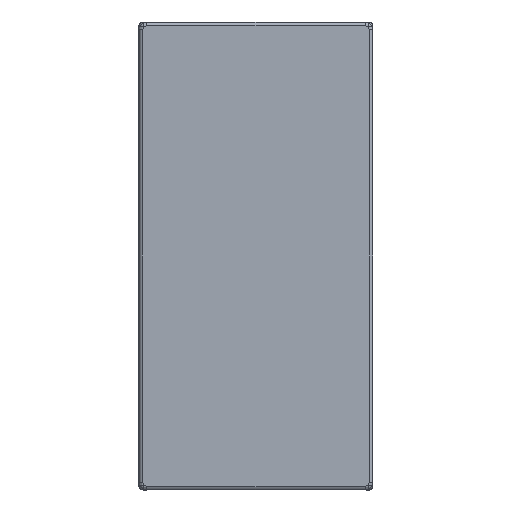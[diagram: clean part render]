
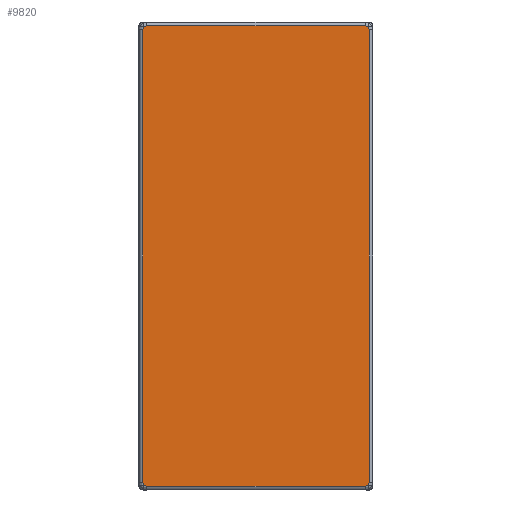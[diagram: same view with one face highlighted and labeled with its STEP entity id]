
A CAD part, left-side view. The second image highlights one B-rep face of the part: STEP entity #9820.
In plain terms, the highlighted planar face has unit normal (-1, 0, 0).
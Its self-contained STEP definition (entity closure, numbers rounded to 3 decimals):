
#202 = CARTESIAN_POINT ( 'NONE',  ( -1., 0.02, -0.59 ) ) ;
#224 = EDGE_CURVE ( 'NONE', #724, #11208, #1682, .T. ) ;
#270 = CARTESIAN_POINT ( 'NONE',  ( -1., 0.58, 0.59 ) ) ;
#374 = EDGE_CURVE ( 'NONE', #11208, #12191, #10552, .T. ) ;
#400 = CARTESIAN_POINT ( 'NONE',  ( -1., 0.583, -0.59 ) ) ;
#428 = CARTESIAN_POINT ( 'NONE',  ( -1., 0.011, -0.585 ) ) ;
#433 = CARTESIAN_POINT ( 'NONE',  ( -1., 0.585, 0.589 ) ) ;
#476 = CARTESIAN_POINT ( 'NONE',  ( -1., 0.583, 0.59 ) ) ;
#516 = CARTESIAN_POINT ( 'NONE',  ( -1., 0.58, 0.59 ) ) ;
#540 = EDGE_LOOP ( 'NONE', ( #2978, #5521, #5944, #4923, #881, #2507, #9077, #740, #9978, #7683, #7642, #4012 ) ) ;
#618 = CARTESIAN_POINT ( 'NONE',  ( -1., 0.587, 0.587 ) ) ;
#724 = VERTEX_POINT ( 'NONE', #6137 ) ;
#740 = ORIENTED_EDGE ( 'NONE', *, *, #12033, .T. ) ;
#775 = CARTESIAN_POINT ( 'NONE',  ( -1., 0.587, -0.587 ) ) ;
#881 = ORIENTED_EDGE ( 'NONE', *, *, #1052, .T. ) ;
#1052 = EDGE_CURVE ( 'NONE', #4027, #8124, #5920, .T. ) ;
#1348 = CARTESIAN_POINT ( 'NONE',  ( -1., 0., -0.59 ) ) ;
#1465 = CARTESIAN_POINT ( 'NONE',  ( -1., 0.02, 0.59 ) ) ;
#1570 = DIRECTION ( 'NONE',  ( 0., 1., 0. ) ) ;
#1587 = CARTESIAN_POINT ( 'NONE',  ( -1., 0.59, -0.58 ) ) ;
#1682 = B_SPLINE_CURVE_WITH_KNOTS ( 'NONE', 3,
 ( #8686, #9335, #10476, #12096 ),
 .UNSPECIFIED., .F., .F.,
 ( 4, 4 ),
 ( 0., 1. ),
 .UNSPECIFIED. ) ;
#1695 = CARTESIAN_POINT ( 'NONE',  ( -1., 0.013, 0.587 ) ) ;
#1815 = PLANE ( 'NONE',  #9080 ) ;
#2013 = LINE ( 'NONE', #5468, #9357 ) ;
#2270 = VERTEX_POINT ( 'NONE', #4533 ) ;
#2340 = CARTESIAN_POINT ( 'NONE',  ( -1., 0.02, 0.59 ) ) ;
#2400 = CARTESIAN_POINT ( 'NONE',  ( -1., 0.01, -0.58 ) ) ;
#2433 = VERTEX_POINT ( 'NONE', #8322 ) ;
#2464 = B_SPLINE_CURVE_WITH_KNOTS ( 'NONE', 3,
 ( #6529, #9429, #3688, #10386 ),
 .UNSPECIFIED., .F., .F.,
 ( 4, 4 ),
 ( 0., 1. ),
 .UNSPECIFIED. ) ;
#2507 = ORIENTED_EDGE ( 'NONE', *, *, #6143, .T. ) ;
#2806 = B_SPLINE_CURVE_WITH_KNOTS ( 'NONE', 3,
 ( #1587, #4562, #6504, #775 ),
 .UNSPECIFIED., .F., .F.,
 ( 4, 4 ),
 ( 0., 1. ),
 .UNSPECIFIED. ) ;
#2978 = ORIENTED_EDGE ( 'NONE', *, *, #9725, .T. ) ;
#3105 = CARTESIAN_POINT ( 'NONE',  ( -1., 0.013, -0.587 ) ) ;
#3305 = CARTESIAN_POINT ( 'NONE',  ( -1., 0.587, -0.587 ) ) ;
#3340 = CARTESIAN_POINT ( 'NONE',  ( -1., 0.01, -0.58 ) ) ;
#3688 = CARTESIAN_POINT ( 'NONE',  ( -1., 0.59, 0.583 ) ) ;
#3720 = LINE ( 'NONE', #12101, #8775 ) ;
#4005 = DIRECTION ( 'NONE',  ( -1., 0., 0. ) ) ;
#4012 = ORIENTED_EDGE ( 'NONE', *, *, #7936, .T. ) ;
#4027 = VERTEX_POINT ( 'NONE', #270 ) ;
#4078 = EDGE_CURVE ( 'NONE', #9333, #12441, #11150, .T. ) ;
#4202 = CARTESIAN_POINT ( 'NONE',  ( -1., 0.585, -0.589 ) ) ;
#4359 = CARTESIAN_POINT ( 'NONE',  ( -1., 0.587, 0.587 ) ) ;
#4533 = CARTESIAN_POINT ( 'NONE',  ( -1., 0.013, -0.587 ) ) ;
#4562 = CARTESIAN_POINT ( 'NONE',  ( -1., 0.59, -0.583 ) ) ;
#4923 = ORIENTED_EDGE ( 'NONE', *, *, #11493, .T. ) ;
#4993 = VECTOR ( 'NONE', #6286, 1000. ) ;
#4998 = VECTOR ( 'NONE', #8984, 1000. ) ;
#5145 = CARTESIAN_POINT ( 'NONE',  ( -1., 0.59, -0.58 ) ) ;
#5326 = CARTESIAN_POINT ( 'NONE',  ( -1., 0.015, 0.589 ) ) ;
#5468 = CARTESIAN_POINT ( 'NONE',  ( -1., 0.01, 0.6 ) ) ;
#5521 = ORIENTED_EDGE ( 'NONE', *, *, #224, .T. ) ;
#5920 = B_SPLINE_CURVE_WITH_KNOTS ( 'NONE', 3,
 ( #516, #476, #433, #618 ),
 .UNSPECIFIED., .F., .F.,
 ( 4, 4 ),
 ( 0., 1. ),
 .UNSPECIFIED. ) ;
#5944 = ORIENTED_EDGE ( 'NONE', *, *, #374, .T. ) ;
#6130 = CARTESIAN_POINT ( 'NONE',  ( -1., 0.58, -0.59 ) ) ;
#6137 = CARTESIAN_POINT ( 'NONE',  ( -1., 0.01, 0.58 ) ) ;
#6143 = EDGE_CURVE ( 'NONE', #8124, #2433, #2464, .T. ) ;
#6153 = CARTESIAN_POINT ( 'NONE',  ( -1., 0.013, -0.587 ) ) ;
#6286 = DIRECTION ( 'NONE',  ( 0., 0., -1. ) ) ;
#6433 = DIRECTION ( 'NONE',  ( 0., 0., 1. ) ) ;
#6504 = CARTESIAN_POINT ( 'NONE',  ( -1., 0.589, -0.585 ) ) ;
#6529 = CARTESIAN_POINT ( 'NONE',  ( -1., 0.587, 0.587 ) ) ;
#7115 = CARTESIAN_POINT ( 'NONE',  ( -1., 0.58, -0.59 ) ) ;
#7335 = CARTESIAN_POINT ( 'NONE',  ( -1., 0.59, 0.6 ) ) ;
#7642 = ORIENTED_EDGE ( 'NONE', *, *, #11267, .T. ) ;
#7643 = B_SPLINE_CURVE_WITH_KNOTS ( 'NONE', 3,
 ( #202, #9602, #8812, #3105 ),
 .UNSPECIFIED., .F., .F.,
 ( 4, 4 ),
 ( 0., 1. ),
 .UNSPECIFIED. ) ;
#7683 = ORIENTED_EDGE ( 'NONE', *, *, #12144, .T. ) ;
#7936 = EDGE_CURVE ( 'NONE', #2270, #8465, #8493, .T. ) ;
#8124 = VERTEX_POINT ( 'NONE', #4359 ) ;
#8166 = EDGE_CURVE ( 'NONE', #2433, #9957, #12376, .T. ) ;
#8322 = CARTESIAN_POINT ( 'NONE',  ( -1., 0.59, 0.58 ) ) ;
#8359 = CARTESIAN_POINT ( 'NONE',  ( -1., 0.017, 0.59 ) ) ;
#8465 = VERTEX_POINT ( 'NONE', #2400 ) ;
#8493 = B_SPLINE_CURVE_WITH_KNOTS ( 'NONE', 3,
 ( #6153, #428, #9057, #3340 ),
 .UNSPECIFIED., .F., .F.,
 ( 4, 4 ),
 ( 0., 1. ),
 .UNSPECIFIED. ) ;
#8627 = VERTEX_POINT ( 'NONE', #11331 ) ;
#8686 = CARTESIAN_POINT ( 'NONE',  ( -1., 0.01, 0.58 ) ) ;
#8775 = VECTOR ( 'NONE', #1570, 1000. ) ;
#8812 = CARTESIAN_POINT ( 'NONE',  ( -1., 0.015, -0.589 ) ) ;
#8984 = DIRECTION ( 'NONE',  ( 0., -1., 0. ) ) ;
#9057 = CARTESIAN_POINT ( 'NONE',  ( -1., 0.01, -0.583 ) ) ;
#9077 = ORIENTED_EDGE ( 'NONE', *, *, #8166, .T. ) ;
#9080 = AXIS2_PLACEMENT_3D ( 'NONE', #9739, #4005, #10710 ) ;
#9333 = VERTEX_POINT ( 'NONE', #3305 ) ;
#9335 = CARTESIAN_POINT ( 'NONE',  ( -1., 0.01, 0.583 ) ) ;
#9357 = VECTOR ( 'NONE', #6433, 1000. ) ;
#9429 = CARTESIAN_POINT ( 'NONE',  ( -1., 0.589, 0.585 ) ) ;
#9602 = CARTESIAN_POINT ( 'NONE',  ( -1., 0.017, -0.59 ) ) ;
#9725 = EDGE_CURVE ( 'NONE', #8465, #724, #2013, .T. ) ;
#9739 = CARTESIAN_POINT ( 'NONE',  ( -1., 0., 0.6 ) ) ;
#9820 = ADVANCED_FACE ( 'NONE', ( #10981 ), #1815, .T. ) ;
#9957 = VERTEX_POINT ( 'NONE', #5145 ) ;
#9978 = ORIENTED_EDGE ( 'NONE', *, *, #4078, .T. ) ;
#10122 = LINE ( 'NONE', #1348, #4998 ) ;
#10386 = CARTESIAN_POINT ( 'NONE',  ( -1., 0.59, 0.58 ) ) ;
#10476 = CARTESIAN_POINT ( 'NONE',  ( -1., 0.011, 0.585 ) ) ;
#10518 = CARTESIAN_POINT ( 'NONE',  ( -1., 0.013, 0.587 ) ) ;
#10552 = B_SPLINE_CURVE_WITH_KNOTS ( 'NONE', 3,
 ( #1695, #5326, #8359, #1465 ),
 .UNSPECIFIED., .F., .F.,
 ( 4, 4 ),
 ( 0., 1. ),
 .UNSPECIFIED. ) ;
#10710 = DIRECTION ( 'NONE',  ( 0., 0., 1. ) ) ;
#10908 = CARTESIAN_POINT ( 'NONE',  ( -1., 0.587, -0.587 ) ) ;
#10981 = FACE_OUTER_BOUND ( 'NONE', #540, .T. ) ;
#11150 = B_SPLINE_CURVE_WITH_KNOTS ( 'NONE', 3,
 ( #10908, #4202, #400, #7115 ),
 .UNSPECIFIED., .F., .F.,
 ( 4, 4 ),
 ( 0., 1. ),
 .UNSPECIFIED. ) ;
#11208 = VERTEX_POINT ( 'NONE', #10518 ) ;
#11267 = EDGE_CURVE ( 'NONE', #8627, #2270, #7643, .T. ) ;
#11331 = CARTESIAN_POINT ( 'NONE',  ( -1., 0.02, -0.59 ) ) ;
#11493 = EDGE_CURVE ( 'NONE', #12191, #4027, #3720, .T. ) ;
#12033 = EDGE_CURVE ( 'NONE', #9957, #9333, #2806, .T. ) ;
#12096 = CARTESIAN_POINT ( 'NONE',  ( -1., 0.013, 0.587 ) ) ;
#12101 = CARTESIAN_POINT ( 'NONE',  ( -1., 0., 0.59 ) ) ;
#12144 = EDGE_CURVE ( 'NONE', #12441, #8627, #10122, .T. ) ;
#12191 = VERTEX_POINT ( 'NONE', #2340 ) ;
#12376 = LINE ( 'NONE', #7335, #4993 ) ;
#12441 = VERTEX_POINT ( 'NONE', #6130 ) ;
